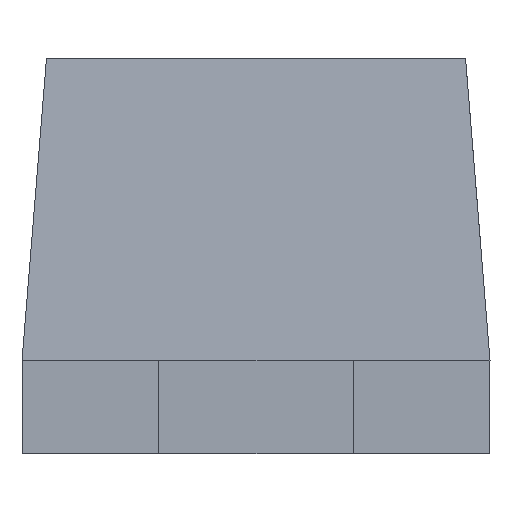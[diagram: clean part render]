
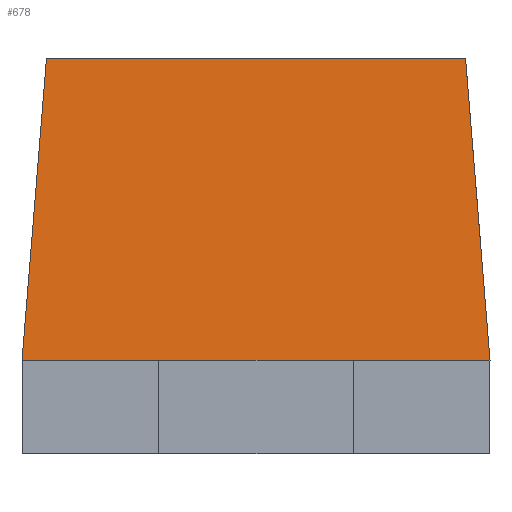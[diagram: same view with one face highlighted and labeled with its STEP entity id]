
A CAD part, front view. The second image highlights one B-rep face of the part: STEP entity #678.
In plain terms, the highlighted planar face has unit normal (0, -0.997, 0.081).
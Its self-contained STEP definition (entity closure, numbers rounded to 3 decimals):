
#22=FACE_OUTER_BOUND($,#64,.T.);
#64=EDGE_LOOP($,(#455,#456,#457,#458,#459,#460));
#109=LINE($,#962,#203);
#113=LINE($,#971,#207);
#114=LINE($,#972,#208);
#115=LINE($,#974,#209);
#116=LINE($,#976,#210);
#117=LINE($,#977,#211);
#203=VECTOR($,#778,0.423);
#207=VECTOR($,#784,0.423);
#208=VECTOR($,#785,0.582);
#209=VECTOR($,#786,0.19);
#210=VECTOR($,#787,0.27);
#211=VECTOR($,#788,0.19);
#297=VERTEX_POINT($,#959);
#298=VERTEX_POINT($,#961);
#301=VERTEX_POINT($,#969);
#302=VERTEX_POINT($,#970);
#303=VERTEX_POINT($,#973);
#304=VERTEX_POINT($,#975);
#357=EDGE_CURVE($,#298,#297,#109,.T.);
#361=EDGE_CURVE($,#301,#302,#113,.T.);
#362=EDGE_CURVE($,#298,#302,#114,.T.);
#363=EDGE_CURVE($,#303,#297,#115,.T.);
#364=EDGE_CURVE($,#303,#304,#116,.T.);
#365=EDGE_CURVE($,#301,#304,#117,.T.);
#455=ORIENTED_EDGE($,*,*,#361,.T.);
#456=ORIENTED_EDGE($,*,*,#362,.F.);
#457=ORIENTED_EDGE($,*,*,#357,.T.);
#458=ORIENTED_EDGE($,*,*,#363,.F.);
#459=ORIENTED_EDGE($,*,*,#364,.T.);
#460=ORIENTED_EDGE($,*,*,#365,.F.);
#636=PLANE($,#729);
#678=ADVANCED_FACE($,(#22),#636,.F.);
#729=AXIS2_PLACEMENT_3D($,#968,#782,#783);
#778=DIRECTION($,(-0.08,-0.08,-0.994));
#782=DIRECTION('center_axis',(0.,0.997,-0.081));
#783=DIRECTION('ref_axis',(0.,0.081,0.997));
#784=DIRECTION($,(-0.08,0.08,0.994));
#785=DIRECTION($,(1.,0.,0.));
#786=DIRECTION($,(-1.,0.,0.));
#787=DIRECTION($,(1.,0.,0.));
#788=DIRECTION($,(-1.,0.,0.));
#959=CARTESIAN_POINT('',(-0.325,-0.525,0.13));
#961=CARTESIAN_POINT('',(-0.291,-0.491,0.55));
#962=CARTESIAN_POINT($,(-0.323,-0.523,0.156));
#968=CARTESIAN_POINT('Origin',(-0.325,-0.525,0.13));
#969=CARTESIAN_POINT('',(0.325,-0.525,0.13));
#970=CARTESIAN_POINT('',(0.291,-0.491,0.55));
#971=CARTESIAN_POINT($,(0.321,-0.521,0.182));
#972=CARTESIAN_POINT($,(-0.163,-0.491,0.55));
#973=CARTESIAN_POINT('',(-0.135,-0.525,0.13));
#974=CARTESIAN_POINT($,(-0.325,-0.525,0.13));
#975=CARTESIAN_POINT('',(0.135,-0.525,0.13));
#976=CARTESIAN_POINT($,(-0.163,-0.525,0.13));
#977=CARTESIAN_POINT($,(-0.325,-0.525,0.13));
